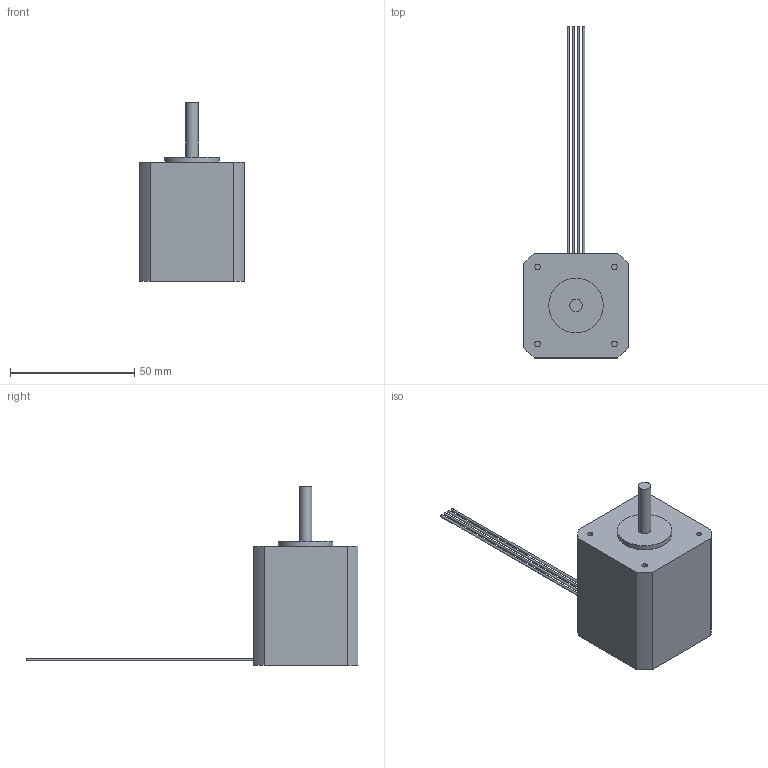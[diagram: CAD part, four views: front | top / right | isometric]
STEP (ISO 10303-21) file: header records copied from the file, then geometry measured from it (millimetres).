
FILE_DESCRIPTION((''),'2;1');
FILE_NAME('4118L SNGL.stp','2008-10-26T15:52:39',('rbadgerow'),(''),'Autodesk Inventor 2009','Autodesk Inventor 2009','');
FILE_SCHEMA(('AUTOMOTIVE_DESIGN { 1 0 10303 214 1 1 1 1 }'));
Length unit declared in the file: inch
Products named in the file (1): 4118L SNGL
Bounding box: 42.16 x 133.77 x 71.88 mm (x, y, z)
Volume: 84429.8 mm3; surface area: 13987.6 mm2
Topology: 1 solids, 1 shells, 30 faces, 57 edges, 39 vertices
Faces by surface type: plane 16, cylinder 14
Full cylindrical faces by diameter (mm): 0.965 x4, 2.184 x4, 4.999 x1, 21.996 x1
Entity records: 809 total; most frequent: DIRECTION 134, CARTESIAN_POINT 111, ORIENTED_EDGE 88, AXIS2_PLACEMENT_3D 59, EDGE_LOOP 50, EDGE_CURVE 44, VERTEX_POINT 36, FACE_OUTER_BOUND 30
